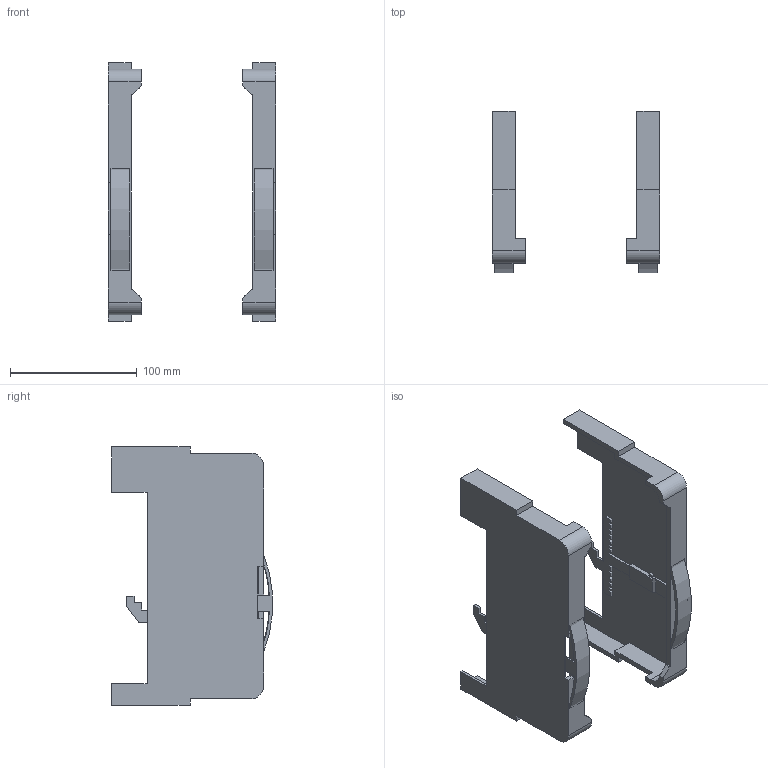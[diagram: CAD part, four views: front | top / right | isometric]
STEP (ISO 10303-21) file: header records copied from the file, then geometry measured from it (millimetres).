
FILE_DESCRIPTION(/* description */ ('STEP AP214'),/* implementation_level */ '2;1');
FILE_NAME(/* name */ '01136',/* time_stamp */ '2024-02-21T08:33:18+01:00',/* author */ ('License CC BY-ND 4.0'),/* organization */ ('CADENAS'),/* preprocessor_version */ 'ST-DEVELOPER v19.3',/* originating_system */ 'PARTsolutions',/* authorisation */ ' ');
FILE_SCHEMA (('AUTOMOTIVE_DESIGN {1 0 10303 214 3 1 1}'));
Length unit declared in the file: millimetre
Products named in the file (5): 01136; 0113630b; 01137000_lever_left; 01136b2; 01137000_lever_right
Assembly tree (4 placements, depth 2):
  01136
    0113630b
    01137000_lever_left
    01136b2
    01137000_lever_right
Bounding box: 132 x 127.04 x 204 mm (x, y, z)
Volume: 150003.1 mm3; surface area: 125126.4 mm2
Topology: 4 solids, 4 shells, 270 faces, 794 edges, 528 vertices
Faces by surface type: plane 258, cylinder 12
Entity records: 10271 total; most frequent: CARTESIAN_POINT 1597, ORIENTED_EDGE 1588, DIRECTION 1376, EDGE_CURVE 794, LINE 762, VECTOR 762, VERTEX_POINT 528, AXIS2_PLACEMENT_3D 307
